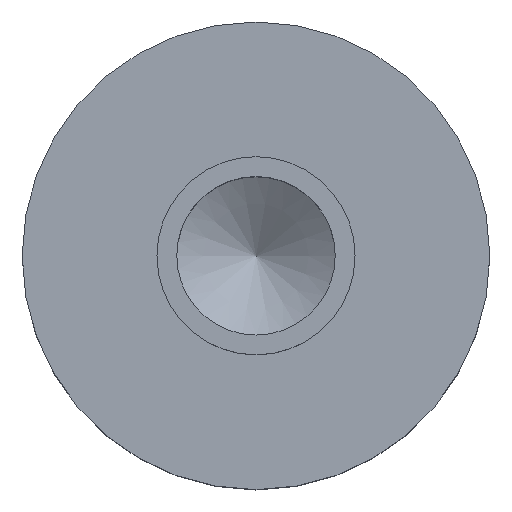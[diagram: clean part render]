
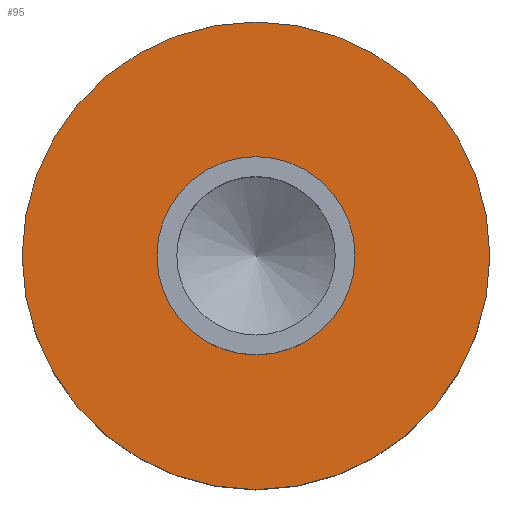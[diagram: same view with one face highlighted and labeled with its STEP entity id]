
A CAD part, top view. The second image highlights one B-rep face of the part: STEP entity #95.
In plain terms, the highlighted planar face has unit normal (0, 0, 1).
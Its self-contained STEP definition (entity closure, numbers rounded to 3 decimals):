
#41=PLANE('',#959);
#95=ADVANCED_FACE('',(#169,#170),#41,.T.);
#169=FACE_BOUND('',#197,.T.);
#170=FACE_BOUND('',#198,.T.);
#197=EDGE_LOOP('',(#284));
#198=EDGE_LOOP('',(#285));
#284=ORIENTED_EDGE('',*,*,#475,.T.);
#285=ORIENTED_EDGE('',*,*,#476,.F.);
#421=VERTEX_POINT('',#1374);
#422=VERTEX_POINT('',#1377);
#475=EDGE_CURVE('',#421,#421,#512,.T.);
#476=EDGE_CURVE('',#422,#422,#513,.T.);
#512=CIRCLE('',#956,29.5);
#513=CIRCLE('',#958,12.5);
#956=AXIS2_PLACEMENT_3D('',#1373,#1137,#1138);
#958=AXIS2_PLACEMENT_3D('',#1376,#1141,#1142);
#959=AXIS2_PLACEMENT_3D('',#1378,#1143,#1144);
#1137=DIRECTION('',(0.,0.,1.));
#1138=DIRECTION('',(1.,0.,0.));
#1141=DIRECTION('',(0.,0.,1.));
#1142=DIRECTION('',(1.,0.,0.));
#1143=DIRECTION('',(0.,0.,1.));
#1144=DIRECTION('',(1.,0.,0.));
#1373=CARTESIAN_POINT('',(0.,0.,25.));
#1374=CARTESIAN_POINT('',(29.5,0.,25.));
#1376=CARTESIAN_POINT('',(0.,0.,25.));
#1377=CARTESIAN_POINT('',(12.5,0.,25.));
#1378=CARTESIAN_POINT('',(12.5,0.,25.));
